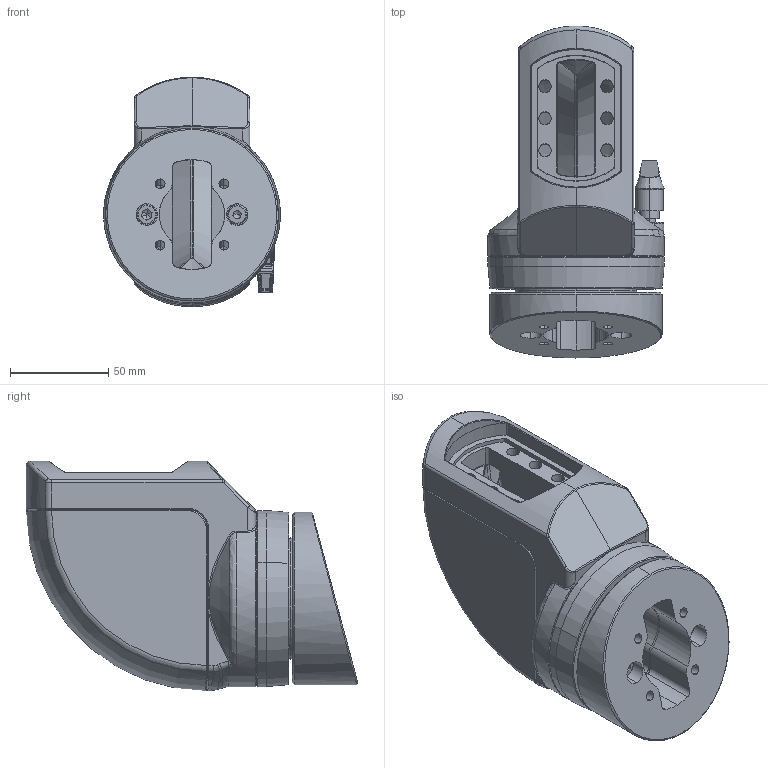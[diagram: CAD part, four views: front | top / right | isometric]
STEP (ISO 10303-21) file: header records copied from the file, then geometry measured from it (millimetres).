
FILE_DESCRIPTION (( 'STEP AP214' ), '1' );
FILE_NAME ('49447576.STEP', '2016-02-25T11:58:44', ( 'Macha' ), ( 'Hewlett-Packard Company' ), 'SwSTEP 2.0', 'SolidWorks 2015', '' );
FILE_SCHEMA (( 'AUTOMOTIVE_DESIGN' ));
Length unit declared in the file: millimetre
Products named in the file (18): 84166; 84159; 98147; 82984; 82982; 82983; 84411_5mm lang; 94459; 99586; 84165; 84409; 56599; 12959; 12958; 41880; 49447576; 93340; 93264
Assembly tree (19 placements, depth 3):
  49447576
    41880  x2
    12958
    56599
      12959
    84409
    84165
    99586
    94459
    84411_5mm lang
    82983
    82982
    82984
    98147  x2
    84159
    84166
    93264
    93340
Bounding box: 90 x 169.02 x 117 mm (x, y, z)
Volume: 516895.7 mm3; surface area: 160541.4 mm2
Topology: 18 solids, 18 shells, 1011 faces, 2429 edges, 1446 vertices
Faces by surface type: cylinder 333, bspline 263, plane 205, cone 132, torus 70, sphere 8
Entity records: 38884 total; most frequent: CARTESIAN_POINT 16639, ORIENTED_EDGE 4690, DIRECTION 4139, EDGE_CURVE 2345, AXIS2_PLACEMENT_3D 1692, VERTEX_POINT 1411, EDGE_LOOP 1062, ADVANCED_FACE 984
